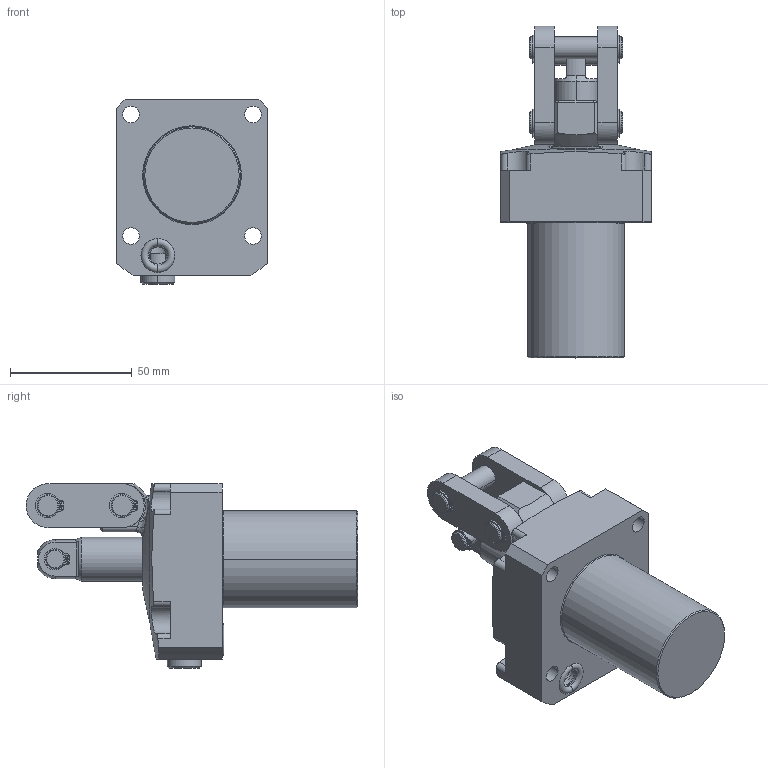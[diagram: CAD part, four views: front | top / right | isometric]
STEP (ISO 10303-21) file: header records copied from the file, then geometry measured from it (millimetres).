
FILE_DESCRIPTION((''),'2;1');
FILE_NAME('ILCMV41611800','2018-11-06T',('ngp'),(''),'PRO/ENGINEER BY PARAMETRIC TECHNOLOGY CORPORATION, 2013320','PRO/ENGINEER BY PARAMETRIC TECHNOLOGY CORPORATION, 2013320','');
FILE_SCHEMA(('AUTOMOTIVE_DESIGN { 1 0 10303 214 1 1 1 1 }'));
Length unit declared in the file: millimetre
Products named in the file (3): ILCMV41611800_BODY; ILCMV41611800_LUG; ILCMV41611800
Assembly tree (2 placements, depth 2):
  ILCMV41611800
    ILCMV41611800_BODY
    ILCMV41611800_LUG
Bounding box: 62 x 136.3 x 75.81 mm (x, y, z)
Volume: 224022 mm3; surface area: 43020.3 mm2
Topology: 3 solids, 5 shells, 345 faces, 883 edges, 563 vertices
Faces by surface type: cylinder 155, plane 120, cone 39, torus 17, sphere 8, bspline 6
Entity records: 14035 total; most frequent: CARTESIAN_POINT 2613, DIRECTION 1901, ORIENTED_EDGE 1750, PRESENTATION_STYLE_ASSIGNMENT 884, STYLED_ITEM 884, CURVE_STYLE 879, EDGE_CURVE 879, AXIS2_PLACEMENT_3D 765
